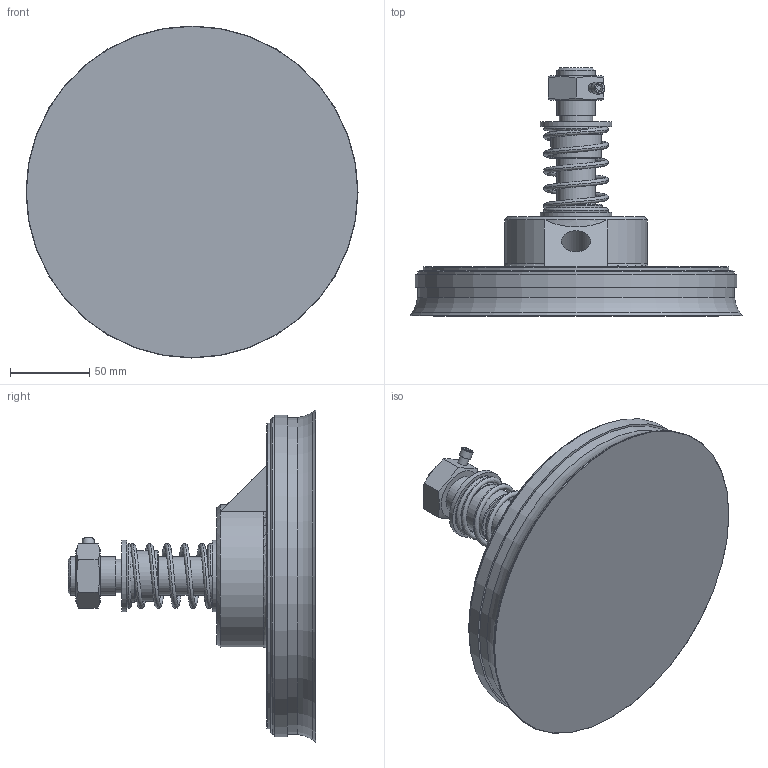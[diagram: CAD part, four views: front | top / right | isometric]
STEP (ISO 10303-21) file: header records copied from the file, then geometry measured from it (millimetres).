
FILE_DESCRIPTION(/* description */ (''),/* implementation_level */ '2;1');
FILE_NAME(/* name */ 'vpdm30200sh30sb.stp',/* time_stamp */ '2025-11-21T11:07:03+01:00',/* author */ ('enginyeria4'),/* organization */ (''),/* preprocessor_version */ 'ST-DEVELOPER v20',/* originating_system */ 'Autodesk Inventor 2024',/* authorisation */ '');
FILE_SCHEMA (('AUTOMOTIVE_DESIGN { 1 0 10303 214 3 1 1 }'));
Length unit declared in the file: millimetre
Products named in the file (1): Pieza23
Bounding box: 209.54 x 156.5 x 209.54 mm (x, y, z)
Volume: 1263124.2 mm3; surface area: 135152.3 mm2
Topology: 1 solids, 3 shells, 98 faces, 198 edges, 126 vertices
Faces by surface type: plane 47, cylinder 26, cone 19, torus 4, bspline 2
Full cylindrical faces by diameter (mm): 6 x1, 7.6 x1, 11.5 x1, 18.631 x1, 20.752 x1, 21 x2, 24 x3, 25 x2, 32 x1, 33 x2, 45 x2, 192.051 x1, 193 x1, 198.851 x1, 198.9 x1, 200.051 x2, 202.9 x1
Entity records: 4659 total; most frequent: CARTESIAN_POINT 2412, DIRECTION 454, ORIENTED_EDGE 396, EDGE_CURVE 198, AXIS2_PLACEMENT_3D 187, EDGE_LOOP 126, VERTEX_POINT 126, FACE_OUTER_BOUND 98
